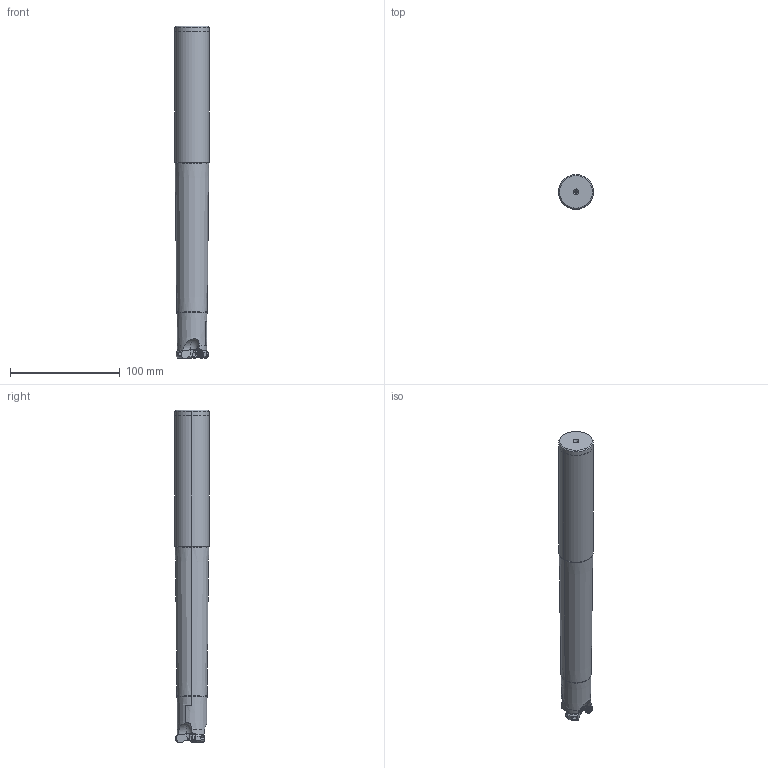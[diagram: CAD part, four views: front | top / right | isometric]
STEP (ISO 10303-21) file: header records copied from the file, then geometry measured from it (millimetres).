
FILE_DESCRIPTION((''),'2;1');
FILE_NAME('BRP4UNR203ELW20_ASM','2021-08-05T16:02:28',('tlyw01'),('PTC Japan'),'CREO PARAMETRIC BY PTC INC, 2018500','CREO PARAMETRIC BY PTC INC, 2018500','');
FILE_SCHEMA(('AUTOMOTIVE_DESIGN { 1 0 10303 214 1 1 1 1 }'));
Length unit declared in the file: millimetre
Products named in the file (5): BRP4UNR203ELW20_1; BRP4UNR203ELW20_2; BRP4UNR203ELW20_3; BRP4UNR203ELW20_4; BRP4UNR203ELW20_ASM
Assembly tree (4 placements, depth 2):
  BRP4UNR203ELW20_ASM
    BRP4UNR203ELW20_1
    BRP4UNR203ELW20_2
    BRP4UNR203ELW20_3
    BRP4UNR203ELW20_4
Bounding box: 31.75 x 31.75 x 303.08 mm (x, y, z)
Volume: 211124.9 mm3; surface area: 30562.5 mm2
Topology: 4 solids, 4 shells, 250 faces, 658 edges, 412 vertices
Faces by surface type: cylinder 110, plane 51, cone 40, torus 37, bspline 6, sphere 6
Entity records: 11658 total; most frequent: CARTESIAN_POINT 3351, ORIENTED_EDGE 1296, DIRECTION 1281, EDGE_CURVE 648, AXIS2_PLACEMENT_3D 545, PRESENTATION_STYLE_ASSIGNMENT 541, STYLED_ITEM 541, CURVE_STYLE 456
